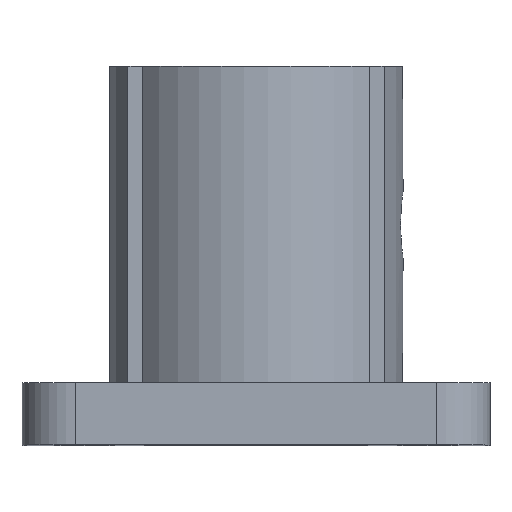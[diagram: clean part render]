
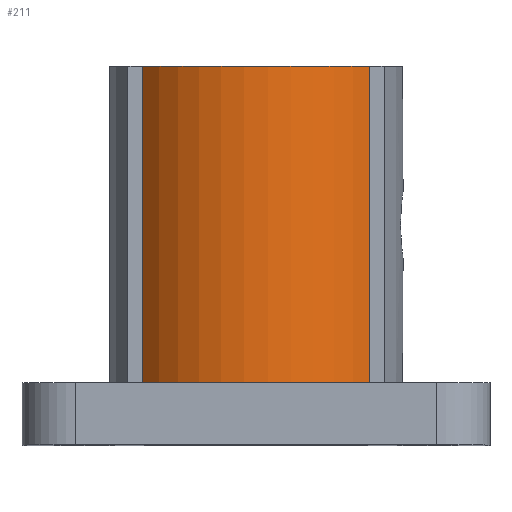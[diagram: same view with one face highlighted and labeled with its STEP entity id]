
A CAD part, top view. The second image highlights one B-rep face of the part: STEP entity #211.
In plain terms, the highlighted cylindrical face has radius 33 mm (diameter 66 mm), a partial arc.
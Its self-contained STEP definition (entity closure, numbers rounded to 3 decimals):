
#211 = ADVANCED_FACE( '', ( #484 ), #485, .T. );
#484 = FACE_OUTER_BOUND( '', #807, .T. );
#485 = CYLINDRICAL_SURFACE( '', #808, 33. );
#807 = EDGE_LOOP( '', ( #1411, #1412, #1413, #1414 ) );
#808 = AXIS2_PLACEMENT_3D( '', #1415, #1416, #1417 );
#1411 = ORIENTED_EDGE( '', *, *, #2070, .F. );
#1412 = ORIENTED_EDGE( '', *, *, #2071, .F. );
#1413 = ORIENTED_EDGE( '', *, *, #1830, .F. );
#1414 = ORIENTED_EDGE( '', *, *, #1912, .F. );
#1415 = CARTESIAN_POINT( '', ( 0., 85., 0. ) );
#1416 = DIRECTION( '', ( 0., 1., 0. ) );
#1417 = DIRECTION( '', ( 0., 0., -1. ) );
#1830 = EDGE_CURVE( '', #2172, #2175, #2176, .F. );
#1912 = EDGE_CURVE( '', #2314, #2172, #2316, .F. );
#2070 = EDGE_CURVE( '', #2566, #2314, #2567, .T. );
#2071 = EDGE_CURVE( '', #2175, #2566, #2568, .T. );
#2172 = VERTEX_POINT( '', #2683 );
#2175 = VERTEX_POINT( '', #2687 );
#2176 = LINE( '', #2688, #2689 );
#2314 = VERTEX_POINT( '', #2871 );
#2316 = CIRCLE( '', #2874, 33. );
#2566 = VERTEX_POINT( '', #3324 );
#2567 = LINE( '', #3325, #3326 );
#2568 = CIRCLE( '', #3327, 33. );
#2683 = CARTESIAN_POINT( '', ( -25.456, 14., 21. ) );
#2687 = CARTESIAN_POINT( '', ( -25.456, 85., 21. ) );
#2688 = CARTESIAN_POINT( '', ( -25.456, 85., 21. ) );
#2689 = VECTOR( '', #3487, 1000. );
#2871 = CARTESIAN_POINT( '', ( 25.456, 14., 21. ) );
#2874 = AXIS2_PLACEMENT_3D( '', #3596, #3597, #3598 );
#3324 = CARTESIAN_POINT( '', ( 25.456, 85., 21. ) );
#3325 = CARTESIAN_POINT( '', ( 25.456, 85., 21. ) );
#3326 = VECTOR( '', #3792, 1000. );
#3327 = AXIS2_PLACEMENT_3D( '', #3793, #3794, #3795 );
#3487 = DIRECTION( '', ( 0., -1., 0. ) );
#3596 = CARTESIAN_POINT( '', ( 0., 14., 0. ) );
#3597 = DIRECTION( '', ( 0., 1., 0. ) );
#3598 = DIRECTION( '', ( 0., 0., 1. ) );
#3792 = DIRECTION( '', ( 0., -1., 0. ) );
#3793 = CARTESIAN_POINT( '', ( 0., 85., 0. ) );
#3794 = DIRECTION( '', ( 0., 1., 0. ) );
#3795 = DIRECTION( '', ( 1., 0., 0. ) );
